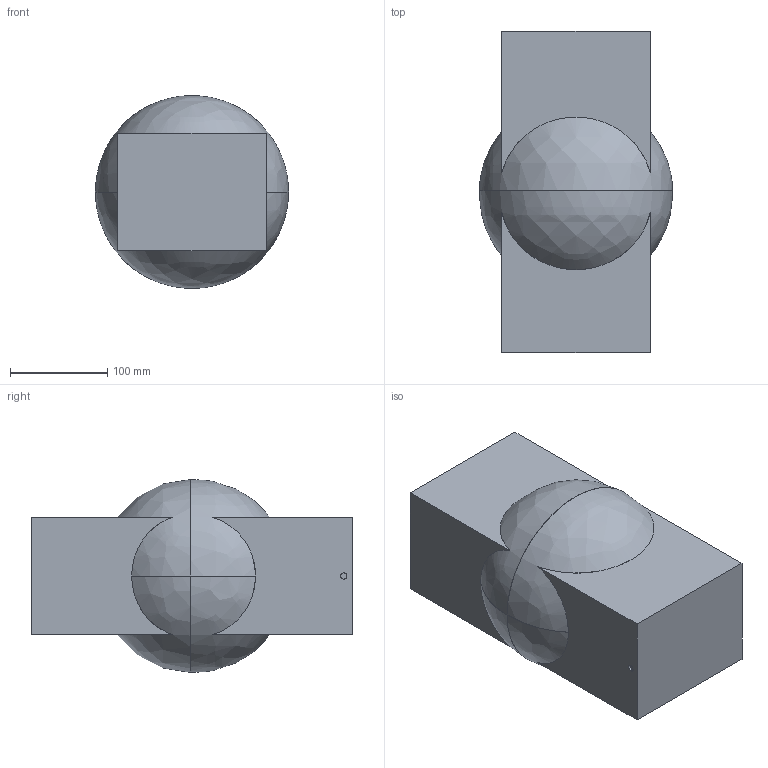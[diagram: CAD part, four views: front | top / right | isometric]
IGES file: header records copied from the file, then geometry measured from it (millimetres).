
Start section: SolidWorks IGES file using analytic representation for surfaces
Global section: file name: ATLA2 - Atlas 02.IGS; native system: SolidWorks 2015; preprocessor: SolidWorks 2015; author: Design; date: 190103.123138; units: millimetre
Bounding box: 198.19 x 329.56 x 198.07 mm (x, y, z)
Surface area: 390150.6 mm2 (no closed solid volume)
Topology: 0 solids, 0 shells, 31 faces, 1040 edges, 1040 vertices
Faces by surface type: bspline 29, revolution 2
